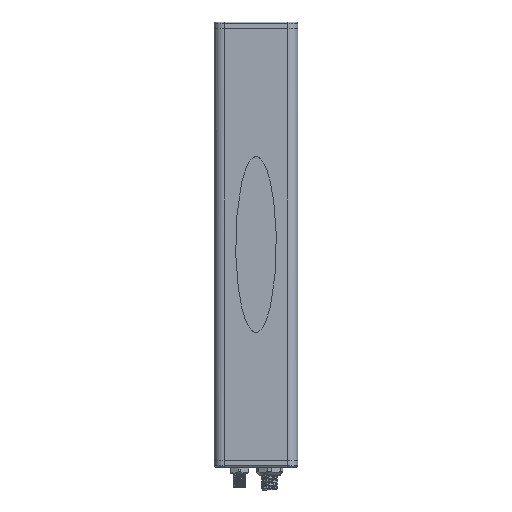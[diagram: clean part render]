
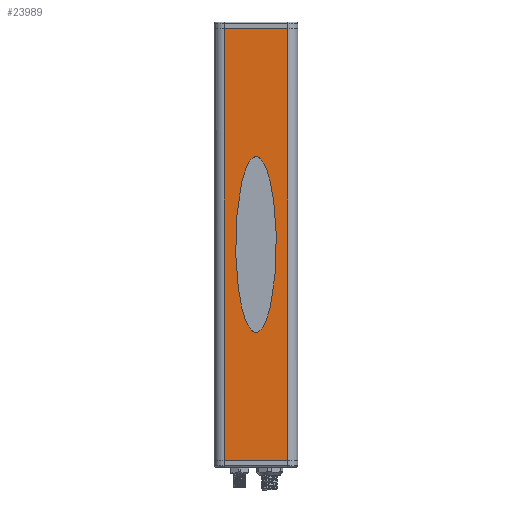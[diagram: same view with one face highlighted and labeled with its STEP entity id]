
A CAD part, front view. The second image highlights one B-rep face of the part: STEP entity #23989.
In plain terms, the highlighted planar face has unit normal (0, -1, 0).
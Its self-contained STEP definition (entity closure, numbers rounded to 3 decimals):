
#3009=DIRECTION('',(1.,0.,0.));
#3010=VECTOR('',#3009,45.4);
#3011=CARTESIAN_POINT('',(-22.7,-16.3,
0.));
#3012=LINE('',#3011,#3010);
#3013=DIRECTION('',(0.,0.,-1.));
#3014=VECTOR('',#3013,307.);
#3015=CARTESIAN_POINT('',(-22.7,-16.3,307.));
#3016=LINE('',#3015,#3014);
#3017=DIRECTION('',(-1.,0.,0.));
#3018=VECTOR('',#3017,45.4);
#3019=CARTESIAN_POINT('',(22.7,-16.3,307.));
#3020=LINE('',#3019,#3018);
#3021=DIRECTION('',(0.,0.,-1.));
#3022=VECTOR('',#3021,307.);
#3023=CARTESIAN_POINT('',(22.7,-16.3,307.));
#3024=LINE('',#3023,#3022);
#3025=CARTESIAN_POINT('',(0.,-16.3,91.));
#3026=CARTESIAN_POINT('',(-0.854,-16.3,91.));
#3027=CARTESIAN_POINT('',(-2.184,-16.3,91.491));
#3028=CARTESIAN_POINT('',(-3.99,-16.3,93.311));
#3029=CARTESIAN_POINT('',(-5.342,-16.3,95.285));
#3030=CARTESIAN_POINT('',(-6.668,-16.3,97.88));
#3031=CARTESIAN_POINT('',(-7.946,-16.3,101.09));
#3032=CARTESIAN_POINT('',(-9.155,-16.3,104.888));
#3033=CARTESIAN_POINT('',(-10.271,-16.3,109.227));
#3034=CARTESIAN_POINT('',(-11.278,-16.3,114.041));
#3035=CARTESIAN_POINT('',(-12.159,-16.3,119.249));
#3036=CARTESIAN_POINT('',(-12.904,-16.3,124.76));
#3037=CARTESIAN_POINT('',(-13.506,-16.3,130.476));
#3038=CARTESIAN_POINT('',(-13.964,-16.3,136.3));
#3039=CARTESIAN_POINT('',(-14.228,-16.3,141.166));
#3040=CARTESIAN_POINT('',(-14.371,-16.3,145.023));
#3041=CARTESIAN_POINT('',(-14.447,-16.3,147.89));
#3042=CARTESIAN_POINT('',(-14.483,-16.3,150.249));
#3043=CARTESIAN_POINT('',(-14.498,-16.3,152.115));
#3044=CARTESIAN_POINT('',(-14.501,-16.3,153.5));
#3045=CARTESIAN_POINT('',(-14.498,-16.3,154.885));
#3046=CARTESIAN_POINT('',(-14.483,-16.3,156.751));
#3047=CARTESIAN_POINT('',(-14.447,-16.3,159.11));
#3048=CARTESIAN_POINT('',(-14.371,-16.3,161.977));
#3049=CARTESIAN_POINT('',(-14.228,-16.3,165.834));
#3050=CARTESIAN_POINT('',(-13.964,-16.3,170.7));
#3051=CARTESIAN_POINT('',(-13.506,-16.3,176.524));
#3052=CARTESIAN_POINT('',(-12.904,-16.3,182.24));
#3053=CARTESIAN_POINT('',(-12.159,-16.3,187.751));
#3054=CARTESIAN_POINT('',(-11.278,-16.3,192.959));
#3055=CARTESIAN_POINT('',(-10.271,-16.3,197.773));
#3056=CARTESIAN_POINT('',(-9.155,-16.3,202.112));
#3057=CARTESIAN_POINT('',(-7.946,-16.3,205.91));
#3058=CARTESIAN_POINT('',(-6.668,-16.3,209.12));
#3059=CARTESIAN_POINT('',(-5.342,-16.3,211.715));
#3060=CARTESIAN_POINT('',(-3.99,-16.3,213.689));
#3061=CARTESIAN_POINT('',(-2.184,-16.3,215.509));
#3062=CARTESIAN_POINT('',(-0.854,-16.3,216.));
#3063=CARTESIAN_POINT('',(0.,-16.3,216.));
#3065=CARTESIAN_POINT('',(0.,-16.3,216.));
#3066=CARTESIAN_POINT('',(0.854,-16.3,216.));
#3067=CARTESIAN_POINT('',(2.184,-16.3,215.509));
#3068=CARTESIAN_POINT('',(3.99,-16.3,213.689));
#3069=CARTESIAN_POINT('',(5.342,-16.3,211.715));
#3070=CARTESIAN_POINT('',(6.668,-16.3,209.12));
#3071=CARTESIAN_POINT('',(7.946,-16.3,205.91));
#3072=CARTESIAN_POINT('',(9.155,-16.3,202.112));
#3073=CARTESIAN_POINT('',(10.271,-16.3,197.773));
#3074=CARTESIAN_POINT('',(11.278,-16.3,192.959));
#3075=CARTESIAN_POINT('',(12.159,-16.3,187.751));
#3076=CARTESIAN_POINT('',(12.904,-16.3,182.24));
#3077=CARTESIAN_POINT('',(13.506,-16.3,176.524));
#3078=CARTESIAN_POINT('',(13.964,-16.3,170.7));
#3079=CARTESIAN_POINT('',(14.228,-16.3,165.834));
#3080=CARTESIAN_POINT('',(14.371,-16.3,161.977));
#3081=CARTESIAN_POINT('',(14.447,-16.3,159.11));
#3082=CARTESIAN_POINT('',(14.483,-16.3,156.751));
#3083=CARTESIAN_POINT('',(14.498,-16.3,154.885));
#3084=CARTESIAN_POINT('',(14.501,-16.3,153.5));
#3085=CARTESIAN_POINT('',(14.498,-16.3,152.115));
#3086=CARTESIAN_POINT('',(14.483,-16.3,150.249));
#3087=CARTESIAN_POINT('',(14.447,-16.3,147.89));
#3088=CARTESIAN_POINT('',(14.371,-16.3,145.023));
#3089=CARTESIAN_POINT('',(14.228,-16.3,141.166));
#3090=CARTESIAN_POINT('',(13.964,-16.3,136.3));
#3091=CARTESIAN_POINT('',(13.506,-16.3,130.476));
#3092=CARTESIAN_POINT('',(12.904,-16.3,124.76));
#3093=CARTESIAN_POINT('',(12.159,-16.3,119.249));
#3094=CARTESIAN_POINT('',(11.278,-16.3,114.041));
#3095=CARTESIAN_POINT('',(10.271,-16.3,109.227));
#3096=CARTESIAN_POINT('',(9.155,-16.3,104.888));
#3097=CARTESIAN_POINT('',(7.946,-16.3,101.09));
#3098=CARTESIAN_POINT('',(6.668,-16.3,97.88));
#3099=CARTESIAN_POINT('',(5.342,-16.3,95.285));
#3100=CARTESIAN_POINT('',(3.99,-16.3,93.311));
#3101=CARTESIAN_POINT('',(2.184,-16.3,91.491));
#3102=CARTESIAN_POINT('',(0.854,-16.3,91.));
#3103=CARTESIAN_POINT('',(0.,-16.3,91.));
#18563=CARTESIAN_POINT('',(22.7,-16.3,
307.));
#18564=CARTESIAN_POINT('',(-22.7,-16.3,307.));
#18565=VERTEX_POINT('',#18563);
#18566=VERTEX_POINT('',#18564);
#18834=CARTESIAN_POINT('',(-22.7,-16.3,
0.));
#18835=CARTESIAN_POINT('',(22.7,-16.3,0.));
#18836=VERTEX_POINT('',#18834);
#18837=VERTEX_POINT('',#18835);
#20356=VERTEX_POINT('',#3025);
#20357=VERTEX_POINT('',#3063);
#23971=CARTESIAN_POINT('',(-29.7,-16.3,0.));
#23972=DIRECTION('',(0.,-1.,0.));
#23973=DIRECTION('',(1.,0.,0.));
#23974=AXIS2_PLACEMENT_3D('',#23971,#23972,#23973);
#23975=PLANE('',#23974);
#23976=ORIENTED_EDGE('',*,*,#23963,.F.);
#23977=ORIENTED_EDGE('',*,*,#23550,.F.);
#23979=ORIENTED_EDGE('',*,*,#23978,.F.);
#23980=ORIENTED_EDGE('',*,*,#23800,.T.);
#23981=EDGE_LOOP('',(#23976,#23977,#23979,#23980));
#23982=FACE_OUTER_BOUND('',#23981,.F.);
#23984=ORIENTED_EDGE('',*,*,#23983,.F.);
#23986=ORIENTED_EDGE('',*,*,#23985,.F.);
#23987=EDGE_LOOP('',(#23984,#23986));
#23988=FACE_BOUND('',#23987,.F.);
#23989=ADVANCED_FACE('',(#23982,#23988),#23975,.T.);
#3064=B_SPLINE_CURVE_WITH_KNOTS('',3,(#3025,#3026,#3027,#3028,#3029,#3030,#3031,
#3032,#3033,#3034,#3035,#3036,#3037,#3038,#3039,#3040,#3041,#3042,#3043,#3044,
#3045,#3046,#3047,#3048,#3049,#3050,#3051,#3052,#3053,#3054,#3055,#3056,#3057,
#3058,#3059,#3060,#3061,#3062,#3063),.UNSPECIFIED.,.F.,.F.,(4,1,1,1,1,1,1,1,1,1,
1,1,1,1,1,1,1,1,1,1,1,1,1,1,1,1,1,1,1,1,1,1,1,1,1,1,4),(0.,0.063,0.094,
0.125,0.156,0.188,0.219,0.25,0.281,0.313,0.344,
0.375,0.406,0.438,0.453,0.469,0.484,0.492,0.5,
0.508,0.516,0.531,0.547,0.563,0.594,0.625,
0.656,0.688,0.719,0.75,0.781,0.813,0.844,0.875,
0.906,0.938,1.),.UNSPECIFIED.);
#3104=B_SPLINE_CURVE_WITH_KNOTS('',3,(#3065,#3066,#3067,#3068,#3069,#3070,#3071,
#3072,#3073,#3074,#3075,#3076,#3077,#3078,#3079,#3080,#3081,#3082,#3083,#3084,
#3085,#3086,#3087,#3088,#3089,#3090,#3091,#3092,#3093,#3094,#3095,#3096,#3097,
#3098,#3099,#3100,#3101,#3102,#3103),.UNSPECIFIED.,.F.,.F.,(4,1,1,1,1,1,1,1,1,1,
1,1,1,1,1,1,1,1,1,1,1,1,1,1,1,1,1,1,1,1,1,1,1,1,1,1,4),(0.,0.063,0.094,
0.125,0.156,0.188,0.219,0.25,0.281,0.313,0.344,
0.375,0.406,0.438,0.453,0.469,0.484,0.492,0.5,
0.508,0.516,0.531,0.547,0.563,0.594,0.625,
0.656,0.688,0.719,0.75,0.781,0.813,0.844,0.875,
0.906,0.938,1.),.UNSPECIFIED.);
#23550=EDGE_CURVE('',#18566,#18836,#3016,.T.);
#23800=EDGE_CURVE('',#18565,#18837,#3024,.T.);
#23963=EDGE_CURVE('',#18836,#18837,#3012,.T.);
#23978=EDGE_CURVE('',#18565,#18566,#3020,.T.);
#23983=EDGE_CURVE('',#20356,#20357,#3064,.T.);
#23985=EDGE_CURVE('',#20357,#20356,#3104,.T.);
